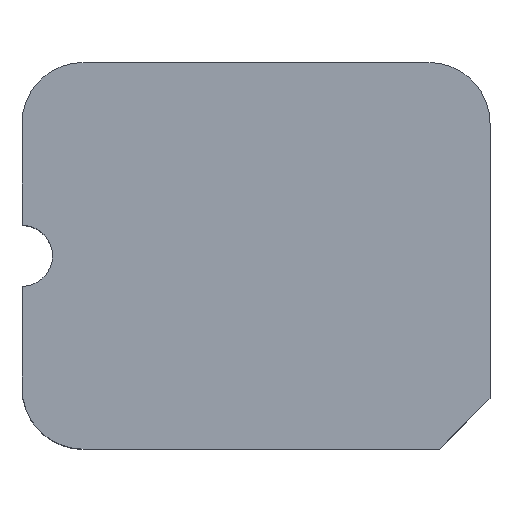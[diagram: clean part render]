
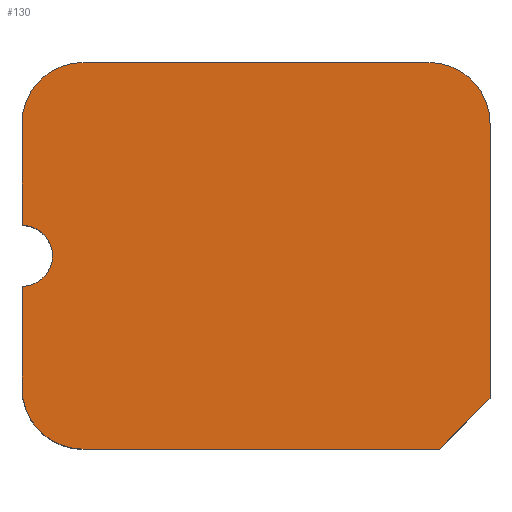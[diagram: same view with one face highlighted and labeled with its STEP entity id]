
A CAD part, top view. The second image highlights one B-rep face of the part: STEP entity #130.
In plain terms, the highlighted planar face has unit normal (0, 0, 1).
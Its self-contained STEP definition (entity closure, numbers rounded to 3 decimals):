
#118=PLANE('',#341);
#130=ADVANCED_FACE('',(#146),#118,.T.);
#146=FACE_OUTER_BOUND('',#158,.T.);
#158=EDGE_LOOP('',(#244,#245,#246,#247,#248,#249,#250,#251,#252,#253));
#164=LINE('',#421,#186);
#168=LINE('',#433,#190);
#171=LINE('',#439,#193);
#174=LINE('',#445,#196);
#178=LINE('',#457,#200);
#181=LINE('',#466,#203);
#186=VECTOR('',#355,1.);
#190=VECTOR('',#367,1.);
#193=VECTOR('',#372,1.);
#196=VECTOR('',#377,1.);
#200=VECTOR('',#389,1.);
#203=VECTOR('',#400,1.);
#244=ORIENTED_EDGE('',*,*,#286,.F.);
#245=ORIENTED_EDGE('',*,*,#290,.F.);
#246=ORIENTED_EDGE('',*,*,#293,.T.);
#247=ORIENTED_EDGE('',*,*,#296,.F.);
#248=ORIENTED_EDGE('',*,*,#299,.T.);
#249=ORIENTED_EDGE('',*,*,#302,.F.);
#250=ORIENTED_EDGE('',*,*,#305,.T.);
#251=ORIENTED_EDGE('',*,*,#308,.F.);
#252=ORIENTED_EDGE('',*,*,#311,.T.);
#253=ORIENTED_EDGE('',*,*,#313,.F.);
#266=VERTEX_POINT('',#412);
#267=VERTEX_POINT('',#414);
#269=VERTEX_POINT('',#420);
#271=VERTEX_POINT('',#426);
#273=VERTEX_POINT('',#432);
#275=VERTEX_POINT('',#438);
#277=VERTEX_POINT('',#444);
#279=VERTEX_POINT('',#450);
#281=VERTEX_POINT('',#456);
#283=VERTEX_POINT('',#462);
#286=EDGE_CURVE('',#266,#267,#315,.T.);
#290=EDGE_CURVE('',#269,#266,#164,.T.);
#293=EDGE_CURVE('',#269,#271,#317,.T.);
#296=EDGE_CURVE('',#273,#271,#168,.T.);
#299=EDGE_CURVE('',#273,#275,#171,.T.);
#302=EDGE_CURVE('',#277,#275,#174,.T.);
#305=EDGE_CURVE('',#277,#279,#319,.T.);
#308=EDGE_CURVE('',#281,#279,#178,.T.);
#311=EDGE_CURVE('',#281,#283,#321,.T.);
#313=EDGE_CURVE('',#267,#283,#181,.T.);
#315=CIRCLE('',#324,0.015);
#317=CIRCLE('',#328,0.03);
#319=CIRCLE('',#334,0.03);
#321=CIRCLE('',#338,0.03);
#324=AXIS2_PLACEMENT_3D('',#413,#348,#349);
#328=AXIS2_PLACEMENT_3D('',#427,#361,#362);
#334=AXIS2_PLACEMENT_3D('',#451,#383,#384);
#338=AXIS2_PLACEMENT_3D('',#463,#395,#396);
#341=AXIS2_PLACEMENT_3D('',#468,#403,#404);
#348=DIRECTION('',(0.,0.,1.));
#349=DIRECTION('',(1.,0.,0.));
#355=DIRECTION('',(0.,1.,0.));
#361=DIRECTION('',(0.,0.,1.));
#362=DIRECTION('',(1.,0.,0.));
#367=DIRECTION('',(-1.,0.,0.));
#372=DIRECTION('',(0.707,0.707,0.));
#377=DIRECTION('',(0.,-1.,0.));
#383=DIRECTION('',(0.,0.,1.));
#384=DIRECTION('',(1.,0.,0.));
#389=DIRECTION('',(1.,0.,0.));
#395=DIRECTION('',(0.,0.,1.));
#396=DIRECTION('',(1.,0.,0.));
#400=DIRECTION('',(0.,1.,0.));
#403=DIRECTION('',(0.,0.,1.));
#404=DIRECTION('',(-1.,0.,0.));
#412=CARTESIAN_POINT('',(0.385,0.235,0.25));
#413=CARTESIAN_POINT('',(0.385,0.25,0.25));
#414=CARTESIAN_POINT('',(0.385,0.265,0.25));
#420=CARTESIAN_POINT('',(0.385,0.185,0.25));
#421=CARTESIAN_POINT('',(0.385,0.25,0.25));
#426=CARTESIAN_POINT('',(0.415,0.155,0.25));
#427=CARTESIAN_POINT('',(0.415,0.185,0.25));
#432=CARTESIAN_POINT('',(0.59,0.155,0.25));
#433=CARTESIAN_POINT('',(0.5,0.155,0.25));
#438=CARTESIAN_POINT('',(0.615,0.18,0.25));
#439=CARTESIAN_POINT('',(0.593,0.158,0.25));
#444=CARTESIAN_POINT('',(0.615,0.315,0.25));
#445=CARTESIAN_POINT('',(0.615,0.25,0.25));
#450=CARTESIAN_POINT('',(0.585,0.345,0.25));
#451=CARTESIAN_POINT('',(0.585,0.315,0.25));
#456=CARTESIAN_POINT('',(0.415,0.345,0.25));
#457=CARTESIAN_POINT('',(0.5,0.345,0.25));
#462=CARTESIAN_POINT('',(0.385,0.315,0.25));
#463=CARTESIAN_POINT('',(0.415,0.315,0.25));
#466=CARTESIAN_POINT('',(0.385,0.25,0.25));
#468=CARTESIAN_POINT('',(0.5,0.25,0.25));
